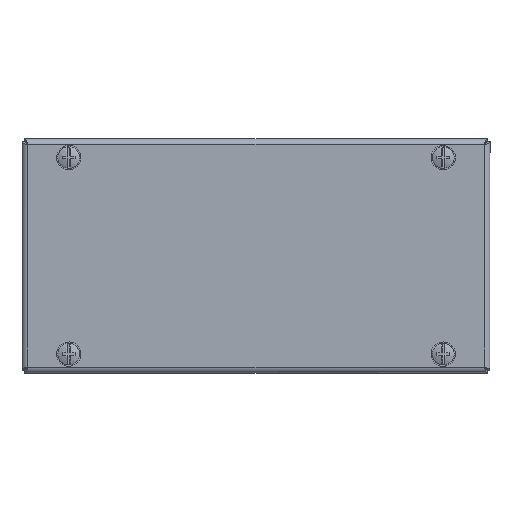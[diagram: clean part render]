
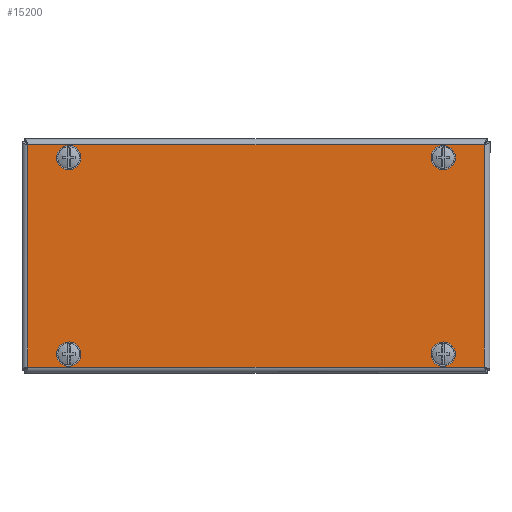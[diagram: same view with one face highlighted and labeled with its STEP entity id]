
A CAD part, top view. The second image highlights one B-rep face of the part: STEP entity #15200.
In plain terms, the highlighted face is planar.
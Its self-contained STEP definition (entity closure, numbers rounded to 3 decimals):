
#250 = CIRCLE ( 'NONE', #3638, 4. ) ;
#511 = EDGE_CURVE ( 'NONE', #14969, #6538, #5420, .T. ) ;
#814 = ORIENTED_EDGE ( 'NONE', *, *, #7423, .F. ) ;
#856 = CIRCLE ( 'NONE', #9388, 4. ) ;
#1088 = CARTESIAN_POINT ( 'NONE',  ( 84., -42., 0. ) ) ;
#1106 = CARTESIAN_POINT ( 'NONE',  ( -84., -42., 0. ) ) ;
#1185 = CARTESIAN_POINT ( 'NONE',  ( 76., 42., 0. ) ) ;
#1295 = CARTESIAN_POINT ( 'NONE',  ( -76., 42., 0. ) ) ;
#1326 = AXIS2_PLACEMENT_3D ( 'NONE', #2601, #2340, #1949 ) ;
#1468 = AXIS2_PLACEMENT_3D ( 'NONE', #4741, #4712, #4698 ) ;
#1739 = EDGE_LOOP ( 'NONE', ( #15736 ) ) ;
#1929 = VERTEX_POINT ( 'NONE', #9336 ) ;
#1949 = DIRECTION ( 'NONE',  ( 1., 0., 0. ) ) ;
#1975 = ORIENTED_EDGE ( 'NONE', *, *, #511, .T. ) ;
#2340 = DIRECTION ( 'NONE',  ( 0., 0., -1. ) ) ;
#2439 = VECTOR ( 'NONE', #11446, 1000. ) ;
#2451 = LINE ( 'NONE', #12605, #2439 ) ;
#2541 = CIRCLE ( 'NONE', #1326, 4. ) ;
#2601 = CARTESIAN_POINT ( 'NONE',  ( -80., 42., 0. ) ) ;
#3133 = CARTESIAN_POINT ( 'NONE',  ( 98.743, -47.5, 0. ) ) ;
#3583 = EDGE_LOOP ( 'NONE', ( #6146 ) ) ;
#3638 = AXIS2_PLACEMENT_3D ( 'NONE', #8569, #8553, #8540 ) ;
#4103 = EDGE_CURVE ( 'NONE', #6538, #8690, #2451, .T. ) ;
#4493 = VECTOR ( 'NONE', #15651, 1000. ) ;
#4698 = DIRECTION ( 'NONE',  ( -1., 0., 0. ) ) ;
#4712 = DIRECTION ( 'NONE',  ( 0., 0., -1. ) ) ;
#4741 = CARTESIAN_POINT ( 'NONE',  ( -80., -42., 0. ) ) ;
#5010 = CIRCLE ( 'NONE', #1468, 4. ) ;
#5062 = EDGE_CURVE ( 'NONE', #7965, #7965, #2541, .T. ) ;
#5318 = EDGE_LOOP ( 'NONE', ( #814 ) ) ;
#5417 = VECTOR ( 'NONE', #16066, 1000. ) ;
#5420 = LINE ( 'NONE', #7924, #4493 ) ;
#5475 = ORIENTED_EDGE ( 'NONE', *, *, #5481, .T. ) ;
#5481 = EDGE_CURVE ( 'NONE', #1929, #14969, #15195, .T. ) ;
#5553 = DIRECTION ( 'NONE',  ( -1., 0., 0. ) ) ;
#5605 = LINE ( 'NONE', #3133, #5417 ) ;
#5628 = DIRECTION ( 'NONE',  ( 0., 0., -1. ) ) ;
#5923 = CARTESIAN_POINT ( 'NONE',  ( 80., 42., 0. ) ) ;
#6146 = ORIENTED_EDGE ( 'NONE', *, *, #9676, .F. ) ;
#6538 = VERTEX_POINT ( 'NONE', #12595 ) ;
#6693 = EDGE_CURVE ( 'NONE', #8690, #1929, #5605, .T. ) ;
#7423 = EDGE_CURVE ( 'NONE', #13805, #13805, #856, .T. ) ;
#7515 = CARTESIAN_POINT ( 'NONE',  ( 97.5, -47.5, 0. ) ) ;
#7545 = EDGE_LOOP ( 'NONE', ( #14765 ) ) ;
#7689 = AXIS2_PLACEMENT_3D ( 'NONE', #11120, #11060, #11044 ) ;
#7924 = CARTESIAN_POINT ( 'NONE',  ( -98.743, 47.5, 0. ) ) ;
#7965 = VERTEX_POINT ( 'NONE', #1295 ) ;
#8540 = DIRECTION ( 'NONE',  ( 1., 0., 0. ) ) ;
#8553 = DIRECTION ( 'NONE',  ( 0., 0., -1. ) ) ;
#8569 = CARTESIAN_POINT ( 'NONE',  ( 80., -42., 0. ) ) ;
#8690 = VERTEX_POINT ( 'NONE', #7515 ) ;
#9336 = CARTESIAN_POINT ( 'NONE',  ( -97.5, -47.5, 0. ) ) ;
#9388 = AXIS2_PLACEMENT_3D ( 'NONE', #5923, #5628, #5553 ) ;
#9676 = EDGE_CURVE ( 'NONE', #11382, #11382, #5010, .T. ) ;
#10485 = EDGE_CURVE ( 'NONE', #13869, #13869, #250, .T. ) ;
#10516 = CARTESIAN_POINT ( 'NONE',  ( -97.5, 47.5, 0. ) ) ;
#11044 = DIRECTION ( 'NONE',  ( 1., 0., 0. ) ) ;
#11060 = DIRECTION ( 'NONE',  ( 0., 0., 1. ) ) ;
#11120 = CARTESIAN_POINT ( 'NONE',  ( -100., 50., 0. ) ) ;
#11202 = PLANE ( 'NONE',  #7689 ) ;
#11382 = VERTEX_POINT ( 'NONE', #1106 ) ;
#11446 = DIRECTION ( 'NONE',  ( 0., -1., 0. ) ) ;
#11543 = DIRECTION ( 'NONE',  ( 0., 1., 0. ) ) ;
#11578 = CARTESIAN_POINT ( 'NONE',  ( -97.5, -48.743, 0. ) ) ;
#11960 = FACE_OUTER_BOUND ( 'NONE', #13664, .T. ) ;
#11975 = FACE_BOUND ( 'NONE', #3583, .T. ) ;
#12006 = FACE_BOUND ( 'NONE', #1739, .T. ) ;
#12017 = FACE_BOUND ( 'NONE', #7545, .T. ) ;
#12111 = FACE_BOUND ( 'NONE', #5318, .T. ) ;
#12595 = CARTESIAN_POINT ( 'NONE',  ( 97.5, 47.5, 0. ) ) ;
#12605 = CARTESIAN_POINT ( 'NONE',  ( 97.5, 48.743, 0. ) ) ;
#12957 = ORIENTED_EDGE ( 'NONE', *, *, #4103, .T. ) ;
#13664 = EDGE_LOOP ( 'NONE', ( #14209, #5475, #1975, #12957 ) ) ;
#13805 = VERTEX_POINT ( 'NONE', #1185 ) ;
#13869 = VERTEX_POINT ( 'NONE', #1088 ) ;
#14209 = ORIENTED_EDGE ( 'NONE', *, *, #6693, .T. ) ;
#14765 = ORIENTED_EDGE ( 'NONE', *, *, #10485, .F. ) ;
#14969 = VERTEX_POINT ( 'NONE', #10516 ) ;
#15124 = VECTOR ( 'NONE', #11543, 1000. ) ;
#15195 = LINE ( 'NONE', #11578, #15124 ) ;
#15200 = ADVANCED_FACE ( 'NONE', ( #12017, #11975, #12006, #12111, #11960 ), #11202, .F. ) ;
#15651 = DIRECTION ( 'NONE',  ( 1., 0., 0. ) ) ;
#15736 = ORIENTED_EDGE ( 'NONE', *, *, #5062, .F. ) ;
#16066 = DIRECTION ( 'NONE',  ( -1., 0., 0. ) ) ;
